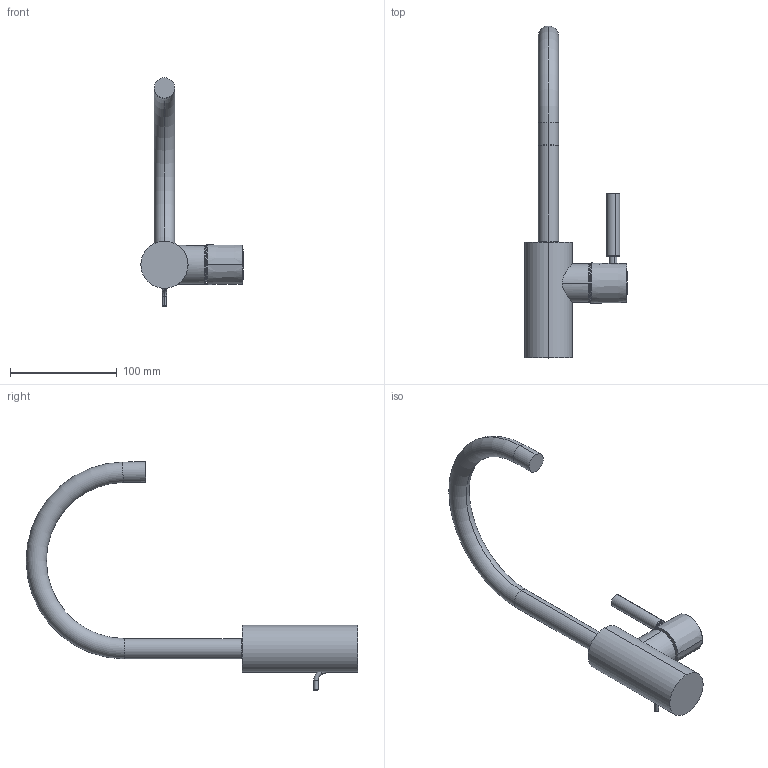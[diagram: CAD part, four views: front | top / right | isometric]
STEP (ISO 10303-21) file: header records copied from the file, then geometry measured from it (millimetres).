
FILE_DESCRIPTION (( 'STEP AP214' ), '1' );
FILE_NAME ('33560661.STEP', '2019-10-22T13:18:53', ( '' ), ( '' ), 'SwSTEP 2.0', 'SolidWorks 2017', '' );
FILE_SCHEMA (( 'AUTOMOTIVE_DESIGN' ));
Length unit declared in the file: millimetre
Products named in the file (9): 33560661; Planungsmodell_Rohr_gerade-+-28.568.780-10_ _K361_44,1x108; Planungsmodell_Auslauf-+-09.28.22.350-1; Planungsmodell_Haube-+-09.28.30.021-01; Planungsmodell_Gehaeuse-+-09.19.80.014-01; Planungsmodell_Hebel Unterteil-+-09.20.66.003-01; Planungsmodell_Griff Hebel-+-09.20.66.001-01; Planungsmodell_Ring-+-09.28.10.166-1; Planungsmodell_Zugstange-+-09.31.09.110-01_Zugstange kurz 
Assembly tree (8 placements, depth 2):
  33560661
    Planungsmodell_Rohr_gerade-+-28.568.780-10_ _K361_44,1x108
    Planungsmodell_Auslauf-+-09.28.22.350-1
    Planungsmodell_Gehaeuse-+-09.19.80.014-01
    Planungsmodell_Haube-+-09.28.30.021-01
    Planungsmodell_Hebel Unterteil-+-09.20.66.003-01
    Planungsmodell_Griff Hebel-+-09.20.66.001-01
    Planungsmodell_Ring-+-09.28.10.166-1
    Planungsmodell_Zugstange-+-09.31.09.110-01_Zugstange kurz 
Bounding box: 95.57 x 310.2 x 213.7 mm (x, y, z)
Volume: 345281.2 mm3; surface area: 58255.1 mm2
Topology: 8 solids, 8 shells, 68 faces, 127 edges, 77 vertices
Faces by surface type: cylinder 25, torus 20, plane 17, sphere 4, cone 2
Entity records: 2306 total; most frequent: CARTESIAN_POINT 481, DIRECTION 369, ORIENTED_EDGE 254, AXIS2_PLACEMENT_3D 171, EDGE_CURVE 127, CIRCLE 92, VERTEX_POINT 77, EDGE_LOOP 70
